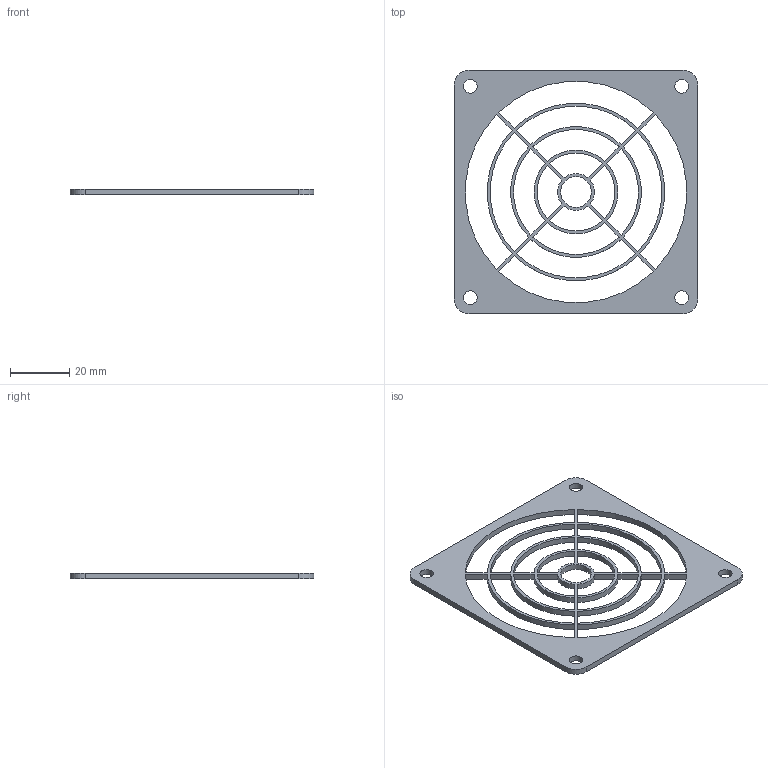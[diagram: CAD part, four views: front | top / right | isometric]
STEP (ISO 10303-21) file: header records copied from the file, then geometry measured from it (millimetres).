
FILE_DESCRIPTION(/* description */ (''),/* implementation_level */ '2;1');
FILE_NAME(/* name */ 'fan guard.step',/* time_stamp */ '2018-07-22T12:26:42+02:00',/* author */ ('boelle'),/* organization */ (''),/* preprocessor_version */ 'ST-DEVELOPER v17',/* originating_system */ 'Autodesk Translation Framework v7.1.0.215',/* authorisation */ '');
FILE_SCHEMA (('AUTOMOTIVE_DESIGN { 1 0 10303 214 3 1 1 }'));
Length unit declared in the file: millimetre
Products named in the file (1): fan guard
Bounding box: 82.4 x 82.4 x 2 mm (x, y, z)
Volume: 5681.5 mm3; surface area: 9073.6 mm2
Topology: 1 solids, 1 shells, 79 faces, 233 edges, 156 vertices
Faces by surface type: cylinder 41, plane 38
Full cylindrical faces by diameter (mm): 4.6 x4, 10.5 x1
Entity records: 2791 total; most frequent: DIRECTION 477, CARTESIAN_POINT 469, ORIENTED_EDGE 466, EDGE_CURVE 233, AXIS2_PLACEMENT_3D 164, VERTEX_POINT 156, LINE 149, VECTOR 149
